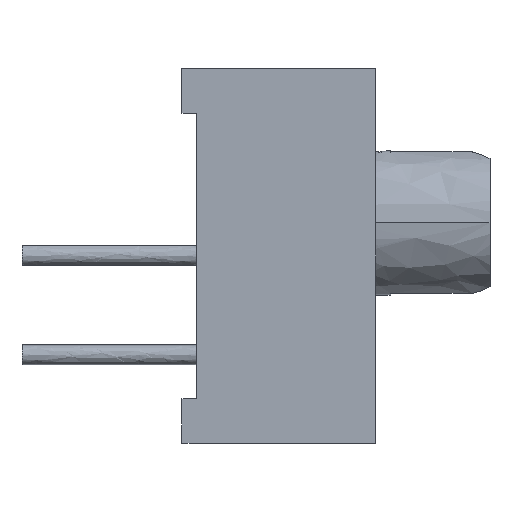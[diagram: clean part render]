
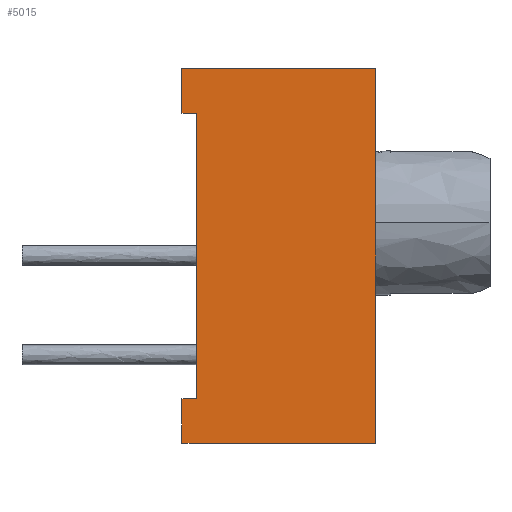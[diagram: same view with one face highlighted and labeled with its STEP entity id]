
A CAD part, left-side view. The second image highlights one B-rep face of the part: STEP entity #5015.
In plain terms, the highlighted free-form (B-spline) face has degree [1, 1] with [2, 2] control points.
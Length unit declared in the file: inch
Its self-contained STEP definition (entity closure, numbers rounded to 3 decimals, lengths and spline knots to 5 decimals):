
#247=DIRECTION('',(-1.,0.,0.));
#248=VECTOR('',#247,0.377);
#249=CARTESIAN_POINT('',(0.222,0.1885,0.));
#250=LINE('',#249,#248);
#1551=DIRECTION('',(-1.,0.,0.));
#1552=VECTOR('',#1551,0.045);
#1553=CARTESIAN_POINT('',(0.222,0.1885,0.195));
#1554=LINE('',#1553,#1552);
#1649=DIRECTION('',(-1.,0.,0.));
#1650=VECTOR('',#1649,0.045);
#1651=CARTESIAN_POINT('',(-0.11,0.1885,0.195));
#1652=LINE('',#1651,#1650);
#1670=DIRECTION('',(-1.,0.,0.));
#1671=VECTOR('',#1670,0.287);
#1672=CARTESIAN_POINT('',(0.177,0.1885,0.18));
#1673=LINE('',#1672,#1671);
#1677=DIRECTION('',(0.,0.,-1.));
#1678=VECTOR('',#1677,0.015);
#1679=CARTESIAN_POINT('',(-0.11,0.1885,0.195));
#1680=LINE('',#1679,#1678);
#1684=DIRECTION('',(0.,0.,1.));
#1685=VECTOR('',#1684,0.195);
#1686=CARTESIAN_POINT('',(0.222,0.1885,0.));
#1687=LINE('',#1686,#1685);
#1691=DIRECTION('',(0.,0.,-1.));
#1692=VECTOR('',#1691,0.015);
#1693=CARTESIAN_POINT('',(0.177,0.1885,0.195));
#1694=LINE('',#1693,#1692);
#1747=DIRECTION('',(0.,0.,1.));
#1748=VECTOR('',#1747,0.195);
#1749=CARTESIAN_POINT('',(-0.155,0.1885,0.));
#1750=LINE('',#1749,#1748);
#2625=CARTESIAN_POINT('',(-0.155,0.1885,0.));
#2627=VERTEX_POINT('',#2625);
#2631=CARTESIAN_POINT('',(0.222,0.1885,0.));
#2632=VERTEX_POINT('',#2631);
#2633=CARTESIAN_POINT('',(-0.155,0.1885,0.195));
#2634=VERTEX_POINT('',#2633);
#2639=CARTESIAN_POINT('',(0.222,0.1885,0.195));
#2640=VERTEX_POINT('',#2639);
#2645=CARTESIAN_POINT('',(0.177,0.1885,0.195));
#2646=VERTEX_POINT('',#2645);
#2669=CARTESIAN_POINT('',(0.177,0.1885,0.18));
#2670=CARTESIAN_POINT('',(-0.11,0.1885,0.18));
#2671=VERTEX_POINT('',#2669);
#2672=VERTEX_POINT('',#2670);
#2673=CARTESIAN_POINT('',(-0.11,0.1885,0.195));
#2674=VERTEX_POINT('',#2673);
#4998=CARTESIAN_POINT('',(0.22954,0.1885,-0.0039));
#4999=CARTESIAN_POINT('',(0.22954,0.1885,0.1989));
#5000=CARTESIAN_POINT('',(-0.16254,0.1885,-0.0039));
#5001=CARTESIAN_POINT('',(-0.16254,0.1885,0.1989));
#5002=B_SPLINE_SURFACE_WITH_KNOTS('',1,1,((#4998,#4999),(#5000,#5001)),
.UNSPECIFIED.,.F.,.F.,.F.,(2,2),(2,2),(-0.00754,0.38454),(-0.0039,0.1989),
.UNSPECIFIED.);
#5003=ORIENTED_EDGE('',*,*,#4226,.T.);
#5005=ORIENTED_EDGE('',*,*,#5004,.F.);
#5006=ORIENTED_EDGE('',*,*,#4978,.T.);
#5008=ORIENTED_EDGE('',*,*,#5007,.F.);
#5009=ORIENTED_EDGE('',*,*,#3158,.F.);
#5010=ORIENTED_EDGE('',*,*,#4899,.T.);
#5011=ORIENTED_EDGE('',*,*,#4928,.T.);
#5012=ORIENTED_EDGE('',*,*,#4993,.T.);
#5013=EDGE_LOOP('',(#5003,#5005,#5006,#5008,#5009,#5010,#5011,#5012));
#5014=FACE_OUTER_BOUND('',#5013,.F.);
#5015=ADVANCED_FACE('',(#5014),#5002,.T.);
#3158=EDGE_CURVE('',#2632,#2627,#250,.T.);
#4226=EDGE_CURVE('',#2671,#2672,#1673,.T.);
#4899=EDGE_CURVE('',#2632,#2640,#1687,.T.);
#4928=EDGE_CURVE('',#2640,#2646,#1554,.T.);
#4978=EDGE_CURVE('',#2674,#2634,#1652,.T.);
#4993=EDGE_CURVE('',#2646,#2671,#1694,.T.);
#5004=EDGE_CURVE('',#2674,#2672,#1680,.T.);
#5007=EDGE_CURVE('',#2627,#2634,#1750,.T.);
